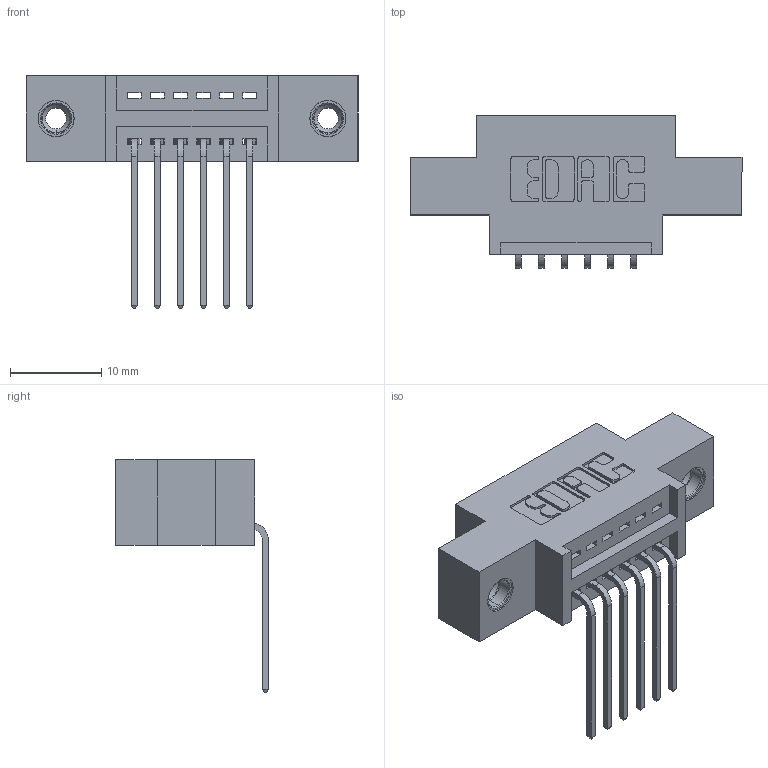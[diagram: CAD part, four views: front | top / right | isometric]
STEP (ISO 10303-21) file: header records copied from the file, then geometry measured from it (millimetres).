
FILE_DESCRIPTION (( 'STEP AP203' ), '1' );
FILE_NAME ('345-006-559-608.STEP', '2019-10-03T16:27:38', ( '' ), ( '' ), 'SwSTEP 2.0', 'SolidWorks 2016', '' );
FILE_SCHEMA (( 'CONFIG_CONTROL_DESIGN' ));
Length unit declared in the file: inch
Products named in the file (4): 345-250-001_345-250-003-102; 345-006-559-608; 345 Part_0.170 Offset - 0.156 Dia-TI; 345-292-001_558 559 Tail - 1
Assembly tree (9 placements, depth 2):
  345-006-559-608
    345 Part_0.170 Offset - 0.156 Dia-TI
    345-292-001_558 559 Tail - 1  x6
    345-250-001_345-250-003-102  x2
Bounding box: 36.45 x 16.75 x 25.53 mm (x, y, z)
Volume: 3067.2 mm3; surface area: 3849.9 mm2
Topology: 9 solids, 9 shells, 550 faces, 1581 edges, 1038 vertices
Faces by surface type: plane 368, cylinder 166, cone 12, torus 4
Entity records: 10764 total; most frequent: CARTESIAN_POINT 1849, ORIENTED_EDGE 1782, DIRECTION 1693, EDGE_CURVE 891, VECTOR 715, LINE 715, VERTEX_POINT 588, AXIS2_PLACEMENT_3D 489
